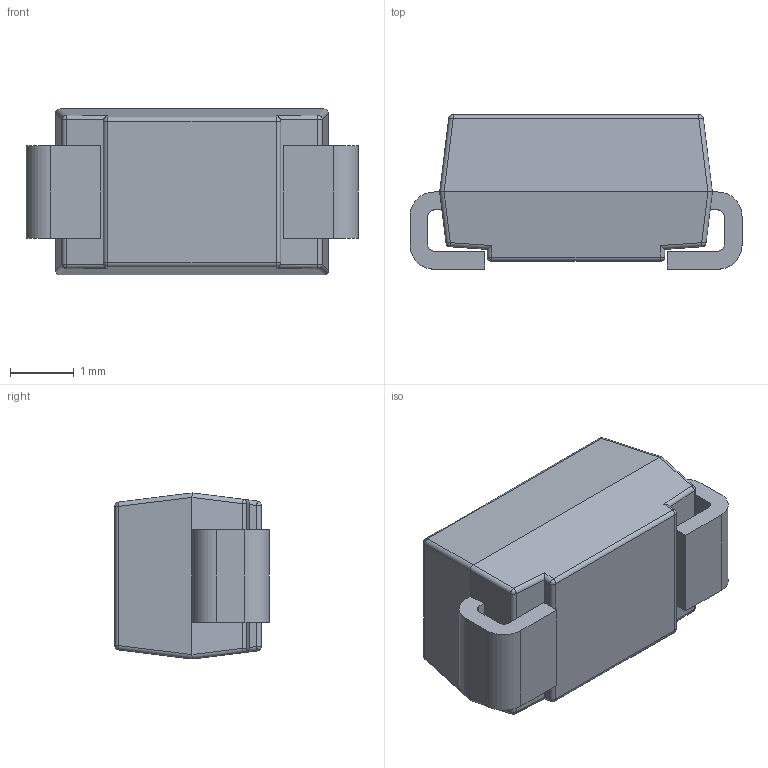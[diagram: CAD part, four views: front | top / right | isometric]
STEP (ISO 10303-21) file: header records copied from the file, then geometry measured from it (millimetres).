
FILE_DESCRIPTION (( 'STEP AP214' ), '1' );
FILE_NAME ('SK36A.STEP', '2024-12-20T06:23:23', ( '' ), ( '' ), 'SwSTEP 2.0', 'SolidWorks 2016', '' );
FILE_SCHEMA (( 'AUTOMOTIVE_DESIGN' ));
Length unit declared in the file: millimetre
Products named in the file (1): SK36A
Bounding box: 5.2 x 2.42 x 2.6 mm (x, y, z)
Volume: 24.4 mm3; surface area: 62 mm2
Topology: 1 solids, 1 shells, 83 faces, 200 edges, 112 vertices
Faces by surface type: plane 37, cylinder 34, sphere 12
Entity records: 2625 total; most frequent: CARTESIAN_POINT 424, DIRECTION 400, ORIENTED_EDGE 384, EDGE_CURVE 192, AXIS2_PLACEMENT_3D 136, VECTOR 128, LINE 128, VERTEX_POINT 112
